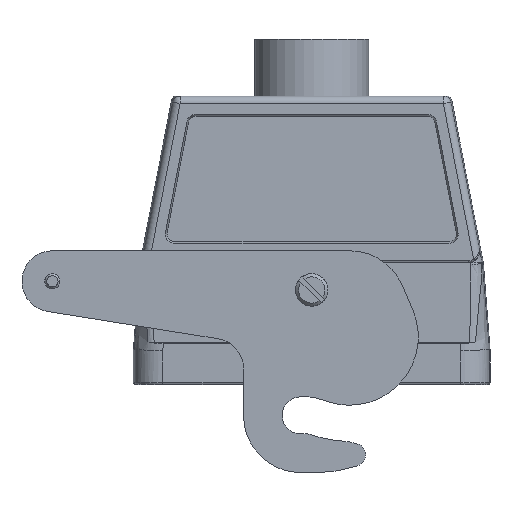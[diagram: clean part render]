
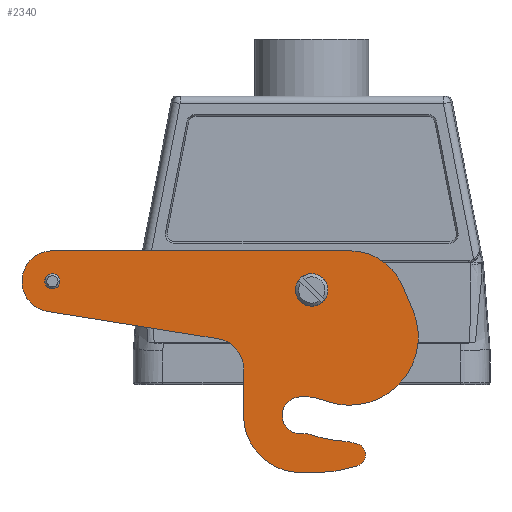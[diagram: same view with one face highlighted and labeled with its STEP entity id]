
A CAD part, front view. The second image highlights one B-rep face of the part: STEP entity #2340.
In plain terms, the highlighted planar face has unit normal (0, -1, 0).
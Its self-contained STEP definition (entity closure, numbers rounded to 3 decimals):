
#1458=PLANE('',#9839);
#1581=FACE_BOUND('',#3396,.T.);
#1582=FACE_BOUND('',#3397,.T.);
#1583=FACE_BOUND('',#3398,.T.);
#1852=CIRCLE('',#9795,3.);
#1854=CIRCLE('',#9798,40.);
#1856=CIRCLE('',#9801,15.);
#1858=CIRCLE('',#9805,8.);
#1860=CIRCLE('',#9809,8.);
#1862=CIRCLE('',#9813,15.);
#1864=CIRCLE('',#9817,18.);
#1866=CIRCLE('',#9820,15.);
#1868=CIRCLE('',#9823,4.85);
#1870=CIRCLE('',#9826,5.);
#1872=CIRCLE('',#9829,35.);
#1874=CIRCLE('',#9832,15.);
#1877=CIRCLE('',#9837,4.25);
#1878=CIRCLE('',#9838,1.975);
#2340=ADVANCED_FACE('',(#1581,#1582,#1583),#1458,.F.);
#3396=EDGE_LOOP('',(#6781));
#3397=EDGE_LOOP('',(#6782));
#3398=EDGE_LOOP('',(#6783,#6784,#6785,#6786,#6787,#6788,#6789,#6790,#6791,
#6792,#6793,#6794,#6795,#6796,#6797,#6798));
#4028=LINE('',#25685,#4565);
#4032=LINE('',#25697,#4569);
#4036=LINE('',#25709,#4573);
#4040=LINE('',#25721,#4577);
#4565=VECTOR('',#11765,1.);
#4569=VECTOR('',#11777,1.);
#4573=VECTOR('',#11789,1.);
#4577=VECTOR('',#11801,1.);
#6781=ORIENTED_EDGE('',*,*,#8690,.F.);
#6782=ORIENTED_EDGE('',*,*,#8691,.F.);
#6783=ORIENTED_EDGE('',*,*,#8641,.F.);
#6784=ORIENTED_EDGE('',*,*,#8687,.F.);
#6785=ORIENTED_EDGE('',*,*,#8684,.F.);
#6786=ORIENTED_EDGE('',*,*,#8681,.F.);
#6787=ORIENTED_EDGE('',*,*,#8678,.F.);
#6788=ORIENTED_EDGE('',*,*,#8675,.F.);
#6789=ORIENTED_EDGE('',*,*,#8672,.F.);
#6790=ORIENTED_EDGE('',*,*,#8669,.F.);
#6791=ORIENTED_EDGE('',*,*,#8666,.F.);
#6792=ORIENTED_EDGE('',*,*,#8663,.F.);
#6793=ORIENTED_EDGE('',*,*,#8660,.F.);
#6794=ORIENTED_EDGE('',*,*,#8657,.F.);
#6795=ORIENTED_EDGE('',*,*,#8654,.F.);
#6796=ORIENTED_EDGE('',*,*,#8651,.F.);
#6797=ORIENTED_EDGE('',*,*,#8648,.F.);
#6798=ORIENTED_EDGE('',*,*,#8645,.F.);
#7533=VERTEX_POINT('',#25665);
#7534=VERTEX_POINT('',#25666);
#7537=VERTEX_POINT('',#25674);
#7539=VERTEX_POINT('',#25680);
#7541=VERTEX_POINT('',#25686);
#7543=VERTEX_POINT('',#25692);
#7545=VERTEX_POINT('',#25698);
#7547=VERTEX_POINT('',#25704);
#7549=VERTEX_POINT('',#25710);
#7551=VERTEX_POINT('',#25716);
#7553=VERTEX_POINT('',#25722);
#7555=VERTEX_POINT('',#25728);
#7557=VERTEX_POINT('',#25734);
#7559=VERTEX_POINT('',#25740);
#7561=VERTEX_POINT('',#25746);
#7563=VERTEX_POINT('',#25752);
#7566=VERTEX_POINT('',#25764);
#7567=VERTEX_POINT('',#25766);
#8641=EDGE_CURVE('',#7533,#7534,#1852,.T.);
#8645=EDGE_CURVE('',#7534,#7537,#1854,.T.);
#8648=EDGE_CURVE('',#7537,#7539,#1856,.T.);
#8651=EDGE_CURVE('',#7539,#7541,#4028,.T.);
#8654=EDGE_CURVE('',#7541,#7543,#1858,.T.);
#8657=EDGE_CURVE('',#7543,#7545,#4032,.T.);
#8660=EDGE_CURVE('',#7545,#7547,#1860,.T.);
#8663=EDGE_CURVE('',#7547,#7549,#4036,.T.);
#8666=EDGE_CURVE('',#7549,#7551,#1862,.T.);
#8669=EDGE_CURVE('',#7551,#7553,#4040,.T.);
#8672=EDGE_CURVE('',#7553,#7555,#1864,.T.);
#8675=EDGE_CURVE('',#7555,#7557,#1866,.T.);
#8678=EDGE_CURVE('',#7557,#7559,#1868,.T.);
#8681=EDGE_CURVE('',#7559,#7561,#1870,.T.);
#8684=EDGE_CURVE('',#7561,#7563,#1872,.T.);
#8687=EDGE_CURVE('',#7563,#7533,#1874,.T.);
#8690=EDGE_CURVE('',#7566,#7566,#1877,.T.);
#8691=EDGE_CURVE('',#7567,#7567,#1878,.T.);
#9795=AXIS2_PLACEMENT_3D('',#25664,#11743,#11744);
#9798=AXIS2_PLACEMENT_3D('',#25673,#11751,#11752);
#9801=AXIS2_PLACEMENT_3D('',#25679,#11758,#11759);
#9805=AXIS2_PLACEMENT_3D('',#25691,#11770,#11771);
#9809=AXIS2_PLACEMENT_3D('',#25703,#11782,#11783);
#9813=AXIS2_PLACEMENT_3D('',#25715,#11794,#11795);
#9817=AXIS2_PLACEMENT_3D('',#25727,#11806,#11807);
#9820=AXIS2_PLACEMENT_3D('',#25733,#11813,#11814);
#9823=AXIS2_PLACEMENT_3D('',#25739,#11820,#11821);
#9826=AXIS2_PLACEMENT_3D('',#25745,#11827,#11828);
#9829=AXIS2_PLACEMENT_3D('',#25751,#11834,#11835);
#9832=AXIS2_PLACEMENT_3D('',#25757,#11841,#11842);
#9837=AXIS2_PLACEMENT_3D('',#25763,#11851,#11852);
#9838=AXIS2_PLACEMENT_3D('',#25765,#11853,#11854);
#9839=AXIS2_PLACEMENT_3D('',#25767,#11855,#11856);
#11743=DIRECTION('',(0.,1.,0.));
#11744=DIRECTION('',(-1.,0.,0.004));
#11751=DIRECTION('',(0.,1.,0.));
#11752=DIRECTION('',(-1.,0.,0.004));
#11758=DIRECTION('',(0.,1.,0.));
#11759=DIRECTION('',(-1.,0.,0.004));
#11765=DIRECTION('',(0.004,0.,1.));
#11770=DIRECTION('',(0.,-1.,0.));
#11771=DIRECTION('',(-1.,0.,0.004));
#11777=DIRECTION('',(-0.987,0.,0.158));
#11782=DIRECTION('',(0.,1.,0.));
#11783=DIRECTION('',(-1.,0.,0.004));
#11789=DIRECTION('',(1.,0.,0.));
#11794=DIRECTION('',(0.,1.,0.));
#11795=DIRECTION('',(-1.,0.,0.004));
#11801=DIRECTION('',(0.396,0.,-0.918));
#11806=DIRECTION('',(0.,1.,0.));
#11807=DIRECTION('',(-1.,0.,0.004));
#11813=DIRECTION('',(0.,-1.,0.));
#11814=DIRECTION('',(-1.,0.,0.004));
#11820=DIRECTION('',(0.,-1.,0.));
#11821=DIRECTION('',(-1.,0.,0.004));
#11827=DIRECTION('',(0.,1.,0.));
#11828=DIRECTION('',(-1.,0.,0.004));
#11834=DIRECTION('',(0.,-1.,0.));
#11835=DIRECTION('',(-1.,0.,0.004));
#11841=DIRECTION('',(0.,1.,0.));
#11842=DIRECTION('',(-1.,0.,0.004));
#11851=DIRECTION('',(0.,-1.,0.));
#11852=DIRECTION('',(0.,0.,1.));
#11853=DIRECTION('',(0.,-1.,0.));
#11854=DIRECTION('',(0.,0.,1.));
#11855=DIRECTION('',(0.,1.,0.));
#11856=DIRECTION('',(-1.,0.,0.004));
#25664=CARTESIAN_POINT('',(11.134,-26.,-27.593));
#25665=CARTESIAN_POINT('',(12.081,-26.,-24.747));
#25666=CARTESIAN_POINT('',(12.052,-26.,-30.449));
#25673=CARTESIAN_POINT('',(-0.191,-26.,7.631));
#25674=CARTESIAN_POINT('',(-4.488,-26.,-32.138));
#25679=CARTESIAN_POINT('',(-2.876,-26.,-17.224));
#25680=CARTESIAN_POINT('',(-17.876,-26.,-17.167));
#25685=CARTESIAN_POINT('',(-17.876,-26.,-17.167));
#25686=CARTESIAN_POINT('',(-17.83,-26.,-5.082));
#25691=CARTESIAN_POINT('',(-25.83,-26.,-5.051));
#25692=CARTESIAN_POINT('',(-24.564,-26.,2.848));
#25697=CARTESIAN_POINT('',(-24.564,-26.,2.848));
#25698=CARTESIAN_POINT('',(-69.258,-26.,10.012));
#25703=CARTESIAN_POINT('',(-67.992,-26.,17.912));
#25704=CARTESIAN_POINT('',(-67.992,-26.,25.912));
#25709=CARTESIAN_POINT('',(-67.992,-26.,25.912));
#25710=CARTESIAN_POINT('',(9.982,-26.,25.912));
#25715=CARTESIAN_POINT('',(9.982,-26.,10.912));
#25716=CARTESIAN_POINT('',(23.753,-26.,16.859));
#25721=CARTESIAN_POINT('',(23.753,-26.,16.859));
#25722=CARTESIAN_POINT('',(26.478,-26.,10.548));
#25727=CARTESIAN_POINT('',(9.953,-26.,3.412));
#25728=CARTESIAN_POINT('',(3.42,-26.,-13.361));
#25733=CARTESIAN_POINT('',(-2.023,-26.,-27.338));
#25734=CARTESIAN_POINT('',(-3.284,-26.,-12.392));
#25739=CARTESIAN_POINT('',(-2.876,-26.,-17.224));
#25740=CARTESIAN_POINT('',(-2.436,-26.,-22.054));
#25745=CARTESIAN_POINT('',(-1.982,-26.,-27.034));
#25746=CARTESIAN_POINT('',(-0.399,-26.,-22.291));
#25751=CARTESIAN_POINT('',(10.682,-26.,10.909));
#25752=CARTESIAN_POINT('',(8.347,-26.,-24.013));
#25757=CARTESIAN_POINT('',(7.346,-26.,-38.98));
#25763=CARTESIAN_POINT('',(0.,-26.,15.65));
#25764=CARTESIAN_POINT('',(0.,-26.,19.9));
#25765=CARTESIAN_POINT('',(-67.992,-26.,17.912));
#25766=CARTESIAN_POINT('',(-67.992,-26.,19.887));
#25767=CARTESIAN_POINT('',(11.134,-26.,-27.593));
